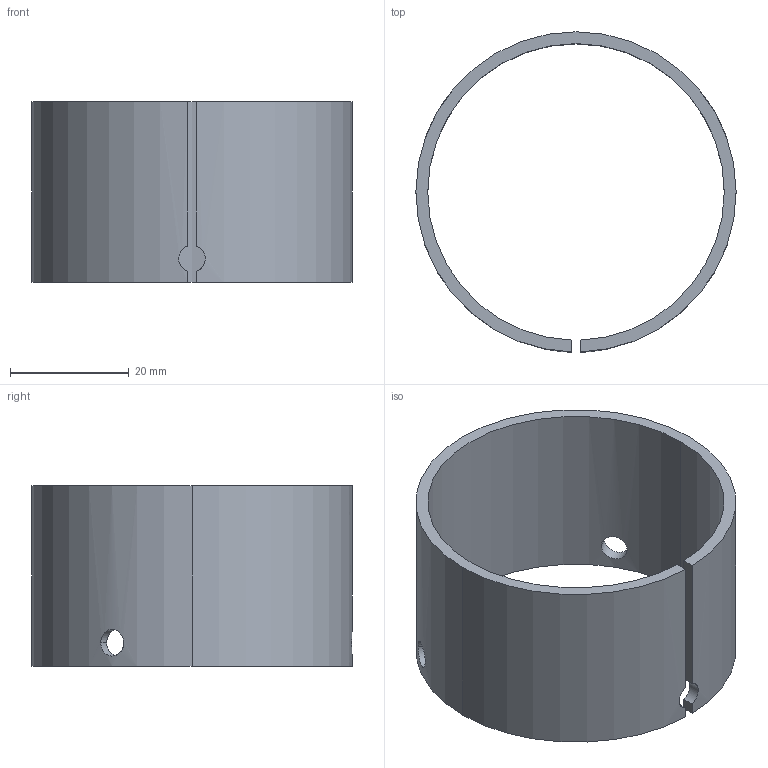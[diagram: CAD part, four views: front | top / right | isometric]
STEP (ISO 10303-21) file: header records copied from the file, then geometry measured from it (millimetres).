
FILE_DESCRIPTION (( 'STEP AP214' ), '1' );
FILE_NAME ('Tube laiton sur mesure.STEP', '2022-10-25T06:53:00', ( '' ), ( '' ), 'SwSTEP 2.0', 'SolidWorks 2021', '' );
FILE_SCHEMA (( 'AUTOMOTIVE_DESIGN' ));
Length unit declared in the file: millimetre
Products named in the file (1): Tube laiton sur mesure
Bounding box: 54 x 53.99 x 30.5 mm (x, y, z)
Volume: 9791.4 mm3; surface area: 10622.7 mm2
Topology: 1 solids, 1 shells, 18 faces, 48 edges, 32 vertices
Faces by surface type: cylinder 12, plane 6
Entity records: 898 total; most frequent: CARTESIAN_POINT 415, ORIENTED_EDGE 96, DIRECTION 86, EDGE_CURVE 48, VERTEX_POINT 32, AXIS2_PLACEMENT_3D 31, LINE 24, VECTOR 24
